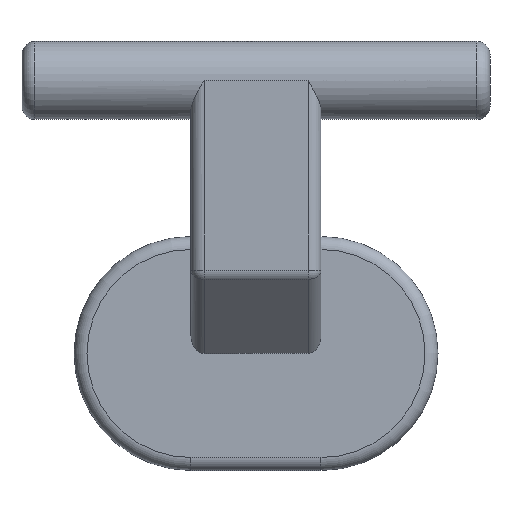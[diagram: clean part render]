
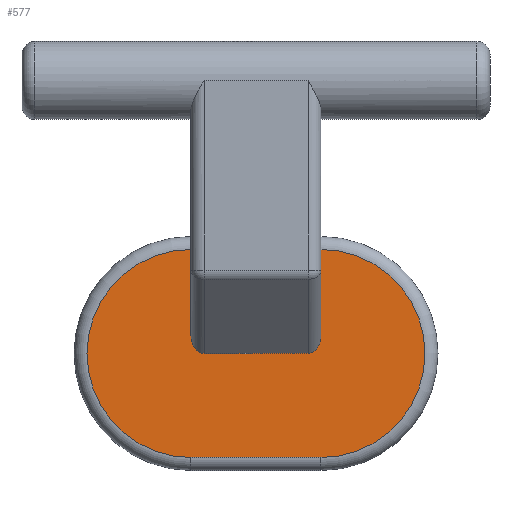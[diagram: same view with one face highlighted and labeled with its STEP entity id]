
A CAD part, front view. The second image highlights one B-rep face of the part: STEP entity #577.
In plain terms, the highlighted planar face has unit normal (0, -1, 0).
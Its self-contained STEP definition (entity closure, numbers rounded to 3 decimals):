
#26=PLANE('',#643);
#54=FACE_OUTER_BOUND('',#95,.T.);
#95=EDGE_LOOP('',(#409,#410,#411,#412));
#131=LINE('',#933,#170);
#132=LINE('',#944,#171);
#170=VECTOR('',#722,10.);
#171=VECTOR('',#735,10.);
#211=CIRCLE('',#633,4.);
#214=CIRCLE('',#638,4.);
#250=VERTEX_POINT('',#926);
#253=VERTEX_POINT('',#931);
#255=VERTEX_POINT('',#936);
#257=VERTEX_POINT('',#942);
#303=EDGE_CURVE('',#253,#250,#131,.T.);
#305=EDGE_CURVE('',#255,#253,#211,.T.);
#308=EDGE_CURVE('',#257,#255,#132,.T.);
#310=EDGE_CURVE('',#250,#257,#214,.T.);
#409=ORIENTED_EDGE('',*,*,#303,.F.);
#410=ORIENTED_EDGE('',*,*,#305,.F.);
#411=ORIENTED_EDGE('',*,*,#308,.F.);
#412=ORIENTED_EDGE('',*,*,#310,.F.);
#577=ADVANCED_FACE('',(#54),#26,.F.);
#633=AXIS2_PLACEMENT_3D('',#938,#727,#728);
#638=AXIS2_PLACEMENT_3D('',#947,#739,#740);
#643=AXIS2_PLACEMENT_3D('',#959,#753,#754);
#722=DIRECTION('',(1.,0.,0.));
#727=DIRECTION('center_axis',(0.,1.,0.));
#728=DIRECTION('ref_axis',(-1.,0.,0.));
#735=DIRECTION('',(-1.,0.,0.));
#739=DIRECTION('center_axis',(0.,1.,0.));
#740=DIRECTION('ref_axis',(1.,0.,0.));
#753=DIRECTION('center_axis',(0.,1.,0.));
#754=DIRECTION('ref_axis',(1.,0.,0.));
#926=CARTESIAN_POINT('',(45.,-2.,39.));
#931=CARTESIAN_POINT('',(40.,-2.,39.));
#933=CARTESIAN_POINT('',(43.75,-2.,39.));
#936=CARTESIAN_POINT('',(40.,-2.,31.));
#938=CARTESIAN_POINT('Origin',(40.,-2.,35.));
#942=CARTESIAN_POINT('',(45.,-2.,31.));
#944=CARTESIAN_POINT('',(41.25,-2.,31.));
#947=CARTESIAN_POINT('Origin',(45.,-2.,35.));
#959=CARTESIAN_POINT('Origin',(42.5,-2.,35.));
